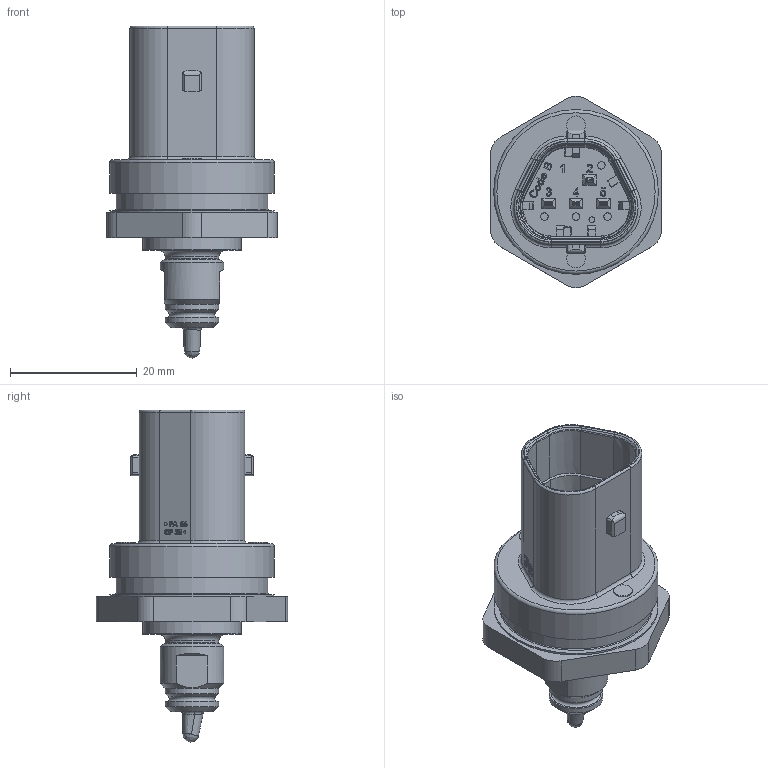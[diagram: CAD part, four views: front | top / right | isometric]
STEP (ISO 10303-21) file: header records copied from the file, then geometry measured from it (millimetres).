
FILE_DESCRIPTION(/* description */ (''),/* implementation_level */ '2;1');
FILE_NAME(/* name */ '0261B35596-01.stp',/* time_stamp */ '2021-04-20T15:41:01+02:00',/* author */ (''),/* organization */ (''),/* preprocessor_version */ 'ST-DEVELOPER v16.7',/* originating_system */ 'SIEMENS PLM Software NX 1946',/* authorisation */ '');
FILE_SCHEMA (('AUTOMOTIVE_DESIGN { 1 0 10303 214 3 1 1 1 }'));
Length unit declared in the file: millimetre
Products named in the file (1): 0261B35596-01
Bounding box: 27 x 30.25 x 52.45 mm (x, y, z)
Volume: 9450.5 mm3; surface area: 5531.2 mm2
Topology: 1 solids, 5 shells, 1071 faces, 2815 edges, 1823 vertices
Faces by surface type: plane 690, cylinder 195, extrusion 65, bspline 56, torus 40, cone 25
Full cylindrical faces by diameter (mm): 0.9 x1, 1.1 x1, 1.2 x4, 1.699 x1, 3 x2, 8.45 x1, 8.5 x1, 10 x1, 15.5 x1, 23.4 x1, 24 x1, 26 x2
Entity records: 41757 total; most frequent: CARTESIAN_POINT 8881, ORIENTED_EDGE 5532, DIRECTION 4965, EDGE_CURVE 2766, VECTOR 1987, LINE 1922, VERTEX_POINT 1806, AXIS2_PLACEMENT_3D 1489
